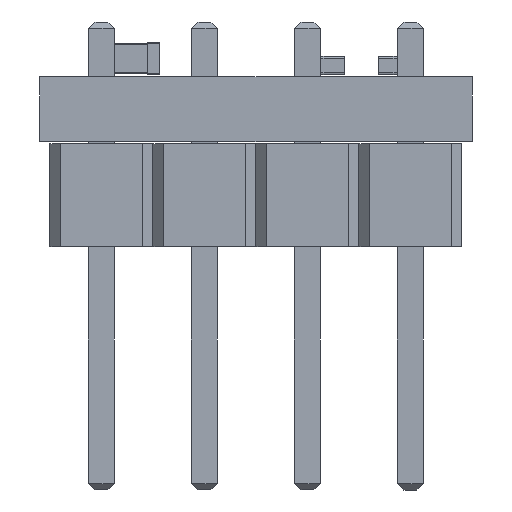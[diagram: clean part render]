
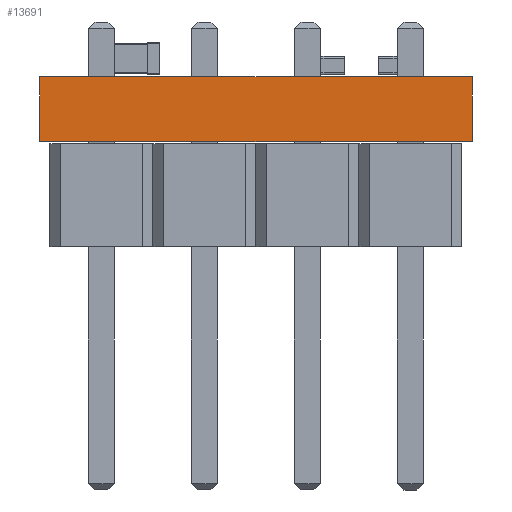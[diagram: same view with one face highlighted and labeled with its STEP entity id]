
A CAD part, front view. The second image highlights one B-rep face of the part: STEP entity #13691.
In plain terms, the highlighted planar face has unit normal (0, -1, 0).
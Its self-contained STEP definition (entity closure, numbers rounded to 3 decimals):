
#13691 = ADVANCED_FACE('',(#13692),#13706,.T.);
#13692 = FACE_BOUND('',#13693,.T.);
#13693 = EDGE_LOOP('',(#13694,#13729,#13757,#13785));
#13694 = ORIENTED_EDGE('',*,*,#13695,.T.);
#13695 = EDGE_CURVE('',#13696,#13698,#13700,.T.);
#13696 = VERTEX_POINT('',#13697);
#13697 = CARTESIAN_POINT('',(9.146,-1.782,0.));
#13698 = VERTEX_POINT('',#13699);
#13699 = CARTESIAN_POINT('',(9.146,-1.782,1.6));
#13700 = SURFACE_CURVE('',#13701,(#13705,#13717),.PCURVE_S1.);
#13701 = LINE('',#13702,#13703);
#13702 = CARTESIAN_POINT('',(9.146,-1.782,0.));
#13703 = VECTOR('',#13704,1.);
#13704 = DIRECTION('',(0.,0.,1.));
#13705 = PCURVE('',#13706,#13711);
#13706 = PLANE('',#13707);
#13707 = AXIS2_PLACEMENT_3D('',#13708,#13709,#13710);
#13708 = CARTESIAN_POINT('',(9.146,-1.782,0.));
#13709 = DIRECTION('',(0.,-1.,0.));
#13710 = DIRECTION('',(-1.,0.,0.));
#13711 = DEFINITIONAL_REPRESENTATION('',(#13712),#13716);
#13712 = LINE('',#13713,#13714);
#13713 = CARTESIAN_POINT('',(0.,-0.));
#13714 = VECTOR('',#13715,1.);
#13715 = DIRECTION('',(0.,-1.));
#13716 = ( GEOMETRIC_REPRESENTATION_CONTEXT(2) 
PARAMETRIC_REPRESENTATION_CONTEXT() REPRESENTATION_CONTEXT('2D SPACE',''
  ) );
#13717 = PCURVE('',#13718,#13723);
#13718 = PLANE('',#13719);
#13719 = AXIS2_PLACEMENT_3D('',#13720,#13721,#13722);
#13720 = CARTESIAN_POINT('',(9.146,11.938,0.));
#13721 = DIRECTION('',(1.,0.,-0.));
#13722 = DIRECTION('',(0.,-1.,0.));
#13723 = DEFINITIONAL_REPRESENTATION('',(#13724),#13728);
#13724 = LINE('',#13725,#13726);
#13725 = CARTESIAN_POINT('',(13.72,0.));
#13726 = VECTOR('',#13727,1.);
#13727 = DIRECTION('',(0.,-1.));
#13728 = ( GEOMETRIC_REPRESENTATION_CONTEXT(2) 
PARAMETRIC_REPRESENTATION_CONTEXT() REPRESENTATION_CONTEXT('2D SPACE',''
  ) );
#13729 = ORIENTED_EDGE('',*,*,#13730,.T.);
#13730 = EDGE_CURVE('',#13698,#13731,#13733,.T.);
#13731 = VERTEX_POINT('',#13732);
#13732 = CARTESIAN_POINT('',(-1.524,-1.782,1.6));
#13733 = SURFACE_CURVE('',#13734,(#13738,#13745),.PCURVE_S1.);
#13734 = LINE('',#13735,#13736);
#13735 = CARTESIAN_POINT('',(9.146,-1.782,1.6));
#13736 = VECTOR('',#13737,1.);
#13737 = DIRECTION('',(-1.,0.,0.));
#13738 = PCURVE('',#13706,#13739);
#13739 = DEFINITIONAL_REPRESENTATION('',(#13740),#13744);
#13740 = LINE('',#13741,#13742);
#13741 = CARTESIAN_POINT('',(0.,-1.6));
#13742 = VECTOR('',#13743,1.);
#13743 = DIRECTION('',(1.,0.));
#13744 = ( GEOMETRIC_REPRESENTATION_CONTEXT(2) 
PARAMETRIC_REPRESENTATION_CONTEXT() REPRESENTATION_CONTEXT('2D SPACE',''
  ) );
#13745 = PCURVE('',#13746,#13751);
#13746 = PLANE('',#13747);
#13747 = AXIS2_PLACEMENT_3D('',#13748,#13749,#13750);
#13748 = CARTESIAN_POINT('',(3.811,5.078,1.6));
#13749 = DIRECTION('',(-0.,-0.,-1.));
#13750 = DIRECTION('',(-1.,0.,0.));
#13751 = DEFINITIONAL_REPRESENTATION('',(#13752),#13756);
#13752 = LINE('',#13753,#13754);
#13753 = CARTESIAN_POINT('',(-5.335,-6.86));
#13754 = VECTOR('',#13755,1.);
#13755 = DIRECTION('',(1.,0.));
#13756 = ( GEOMETRIC_REPRESENTATION_CONTEXT(2) 
PARAMETRIC_REPRESENTATION_CONTEXT() REPRESENTATION_CONTEXT('2D SPACE',''
  ) );
#13757 = ORIENTED_EDGE('',*,*,#13758,.F.);
#13758 = EDGE_CURVE('',#13759,#13731,#13761,.T.);
#13759 = VERTEX_POINT('',#13760);
#13760 = CARTESIAN_POINT('',(-1.524,-1.782,0.));
#13761 = SURFACE_CURVE('',#13762,(#13766,#13773),.PCURVE_S1.);
#13762 = LINE('',#13763,#13764);
#13763 = CARTESIAN_POINT('',(-1.524,-1.782,0.));
#13764 = VECTOR('',#13765,1.);
#13765 = DIRECTION('',(0.,0.,1.));
#13766 = PCURVE('',#13706,#13767);
#13767 = DEFINITIONAL_REPRESENTATION('',(#13768),#13772);
#13768 = LINE('',#13769,#13770);
#13769 = CARTESIAN_POINT('',(10.67,0.));
#13770 = VECTOR('',#13771,1.);
#13771 = DIRECTION('',(0.,-1.));
#13772 = ( GEOMETRIC_REPRESENTATION_CONTEXT(2) 
PARAMETRIC_REPRESENTATION_CONTEXT() REPRESENTATION_CONTEXT('2D SPACE',''
  ) );
#13773 = PCURVE('',#13774,#13779);
#13774 = PLANE('',#13775);
#13775 = AXIS2_PLACEMENT_3D('',#13776,#13777,#13778);
#13776 = CARTESIAN_POINT('',(-1.524,-1.782,0.));
#13777 = DIRECTION('',(-1.,0.,0.));
#13778 = DIRECTION('',(0.,1.,0.));
#13779 = DEFINITIONAL_REPRESENTATION('',(#13780),#13784);
#13780 = LINE('',#13781,#13782);
#13781 = CARTESIAN_POINT('',(0.,0.));
#13782 = VECTOR('',#13783,1.);
#13783 = DIRECTION('',(0.,-1.));
#13784 = ( GEOMETRIC_REPRESENTATION_CONTEXT(2) 
PARAMETRIC_REPRESENTATION_CONTEXT() REPRESENTATION_CONTEXT('2D SPACE',''
  ) );
#13785 = ORIENTED_EDGE('',*,*,#13786,.F.);
#13786 = EDGE_CURVE('',#13696,#13759,#13787,.T.);
#13787 = SURFACE_CURVE('',#13788,(#13792,#13799),.PCURVE_S1.);
#13788 = LINE('',#13789,#13790);
#13789 = CARTESIAN_POINT('',(9.146,-1.782,0.));
#13790 = VECTOR('',#13791,1.);
#13791 = DIRECTION('',(-1.,0.,0.));
#13792 = PCURVE('',#13706,#13793);
#13793 = DEFINITIONAL_REPRESENTATION('',(#13794),#13798);
#13794 = LINE('',#13795,#13796);
#13795 = CARTESIAN_POINT('',(0.,-0.));
#13796 = VECTOR('',#13797,1.);
#13797 = DIRECTION('',(1.,0.));
#13798 = ( GEOMETRIC_REPRESENTATION_CONTEXT(2) 
PARAMETRIC_REPRESENTATION_CONTEXT() REPRESENTATION_CONTEXT('2D SPACE',''
  ) );
#13799 = PCURVE('',#13800,#13805);
#13800 = PLANE('',#13801);
#13801 = AXIS2_PLACEMENT_3D('',#13802,#13803,#13804);
#13802 = CARTESIAN_POINT('',(3.811,5.078,0.));
#13803 = DIRECTION('',(-0.,-0.,-1.));
#13804 = DIRECTION('',(-1.,0.,0.));
#13805 = DEFINITIONAL_REPRESENTATION('',(#13806),#13810);
#13806 = LINE('',#13807,#13808);
#13807 = CARTESIAN_POINT('',(-5.335,-6.86));
#13808 = VECTOR('',#13809,1.);
#13809 = DIRECTION('',(1.,0.));
#13810 = ( GEOMETRIC_REPRESENTATION_CONTEXT(2) 
PARAMETRIC_REPRESENTATION_CONTEXT() REPRESENTATION_CONTEXT('2D SPACE',''
  ) );
